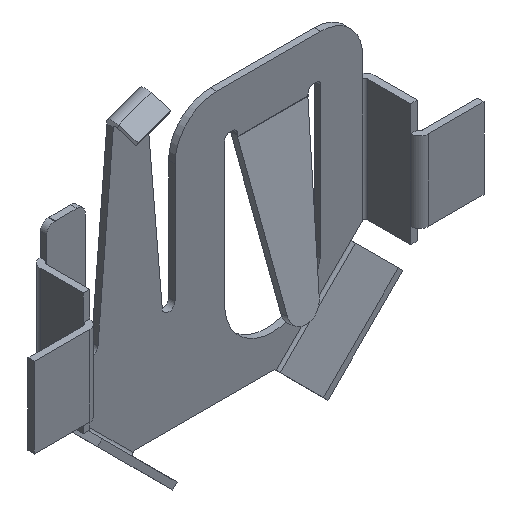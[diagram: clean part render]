
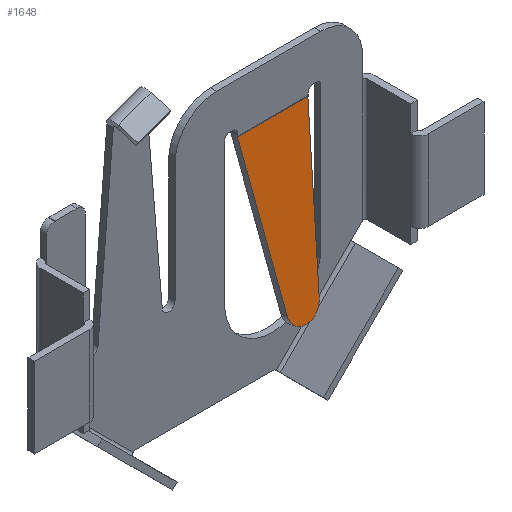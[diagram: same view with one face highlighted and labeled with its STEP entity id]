
A CAD part, isometric view. The second image highlights one B-rep face of the part: STEP entity #1648.
In plain terms, the highlighted planar face has unit normal (0, -0.98, 0.2).
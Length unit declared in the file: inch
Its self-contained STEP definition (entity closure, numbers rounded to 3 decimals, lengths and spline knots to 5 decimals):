
#75 = CARTESIAN_POINT ( 'NONE',  ( 0.051, 0.08548, 0.12444 ) ) ;
#128 = DIRECTION ( 'NONE',  ( 0., -0.2, -0.98 ) ) ;
#132 = VERTEX_POINT ( 'NONE', #2243 ) ;
#183 = VECTOR ( 'NONE', #870, 39.37008 ) ;
#335 = ORIENTED_EDGE ( 'NONE', *, *, #1347, .T. ) ;
#355 = DIRECTION ( 'NONE',  ( 0., -0.98, 0.2 ) ) ;
#431 = AXIS2_PLACEMENT_3D ( 'NONE', #1688, #355, #617 ) ;
#436 = VECTOR ( 'NONE', #1185, 39.37008 ) ;
#499 = CARTESIAN_POINT ( 'NONE',  ( 0.106, 0.038, -0.108 ) ) ;
#593 = VERTEX_POINT ( 'NONE', #2385 ) ;
#595 = VERTEX_POINT ( 'NONE', #2186 ) ;
#617 = DIRECTION ( 'NONE',  ( 0., -0.2, -0.98 ) ) ;
#654 = AXIS2_PLACEMENT_3D ( 'NONE', #2744, #1433, #128 ) ;
#663 = CARTESIAN_POINT ( 'NONE',  ( 0.13081, 0.03738, -0.11106 ) ) ;
#770 = ORIENTED_EDGE ( 'NONE', *, *, #1532, .T. ) ;
#797 = VECTOR ( 'NONE', #1848, 39.37008 ) ;
#868 = EDGE_LOOP ( 'NONE', ( #2054, #1061, #335, #1540, #770 ) ) ;
#870 = DIRECTION ( 'NONE',  ( 0.125, -0.199, -0.972 ) ) ;
#924 = PLANE ( 'NONE',  #654 ) ;
#1049 = CARTESIAN_POINT ( 'NONE',  ( 0.051, 0.08492, 0.1217 ) ) ;
#1061 = ORIENTED_EDGE ( 'NONE', *, *, #2034, .T. ) ;
#1169 = LINE ( 'NONE', #1049, #797 ) ;
#1185 = DIRECTION ( 'NONE',  ( 0.125, 0.199, 0.972 ) ) ;
#1347 = EDGE_CURVE ( 'NONE', #132, #595, #2985, .T. ) ;
#1433 = DIRECTION ( 'NONE',  ( 0., -0.98, 0.2 ) ) ;
#1532 = EDGE_CURVE ( 'NONE', #2383, #2653, #1849, .T. ) ;
#1540 = ORIENTED_EDGE ( 'NONE', *, *, #3337, .T. ) ;
#1648 = ADVANCED_FACE ( 'NONE', ( #2162 ), #924, .T. ) ;
#1688 = CARTESIAN_POINT ( 'NONE',  ( 0.106, 0.038, -0.108 ) ) ;
#1848 = DIRECTION ( 'NONE',  ( 1., 0., 0. ) ) ;
#1849 = LINE ( 'NONE', #663, #436 ) ;
#2034 = EDGE_CURVE ( 'NONE', #593, #132, #3329, .T. ) ;
#2054 = ORIENTED_EDGE ( 'NONE', *, *, #2306, .F. ) ;
#2162 = FACE_OUTER_BOUND ( 'NONE', #868, .T. ) ;
#2186 = CARTESIAN_POINT ( 'NONE',  ( 0.106, 0.033, -0.1325 ) ) ;
#2243 = CARTESIAN_POINT ( 'NONE',  ( 0.08119, 0.03738, -0.11106 ) ) ;
#2306 = EDGE_CURVE ( 'NONE', #593, #2653, #1169, .T. ) ;
#2383 = VERTEX_POINT ( 'NONE', #2996 ) ;
#2385 = CARTESIAN_POINT ( 'NONE',  ( 0.05135, 0.08492, 0.1217 ) ) ;
#2578 = CIRCLE ( 'NONE', #431, 0.025 ) ;
#2653 = VERTEX_POINT ( 'NONE', #3422 ) ;
#2744 = CARTESIAN_POINT ( 'NONE',  ( 0., 0.05758, -0.01216 ) ) ;
#2908 = DIRECTION ( 'NONE',  ( 0., -0.98, 0.2 ) ) ;
#2985 = CIRCLE ( 'NONE', #3273, 0.025 ) ;
#2996 = CARTESIAN_POINT ( 'NONE',  ( 0.13081, 0.03738, -0.11106 ) ) ;
#3151 = DIRECTION ( 'NONE',  ( 0., -0.2, -0.98 ) ) ;
#3273 = AXIS2_PLACEMENT_3D ( 'NONE', #499, #2908, #3151 ) ;
#3329 = LINE ( 'NONE', #75, #183 ) ;
#3337 = EDGE_CURVE ( 'NONE', #595, #2383, #2578, .T. ) ;
#3422 = CARTESIAN_POINT ( 'NONE',  ( 0.16065, 0.08492, 0.1217 ) ) ;
